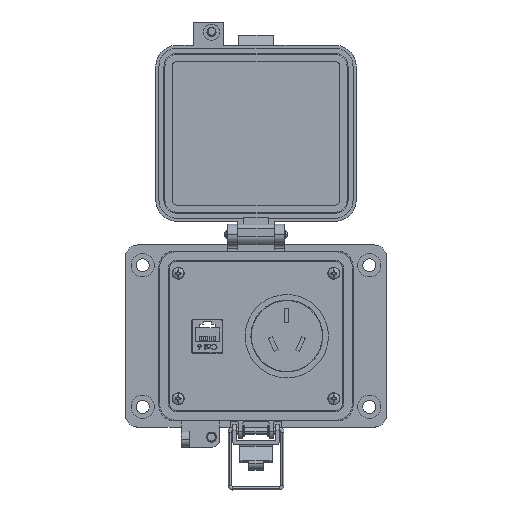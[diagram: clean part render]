
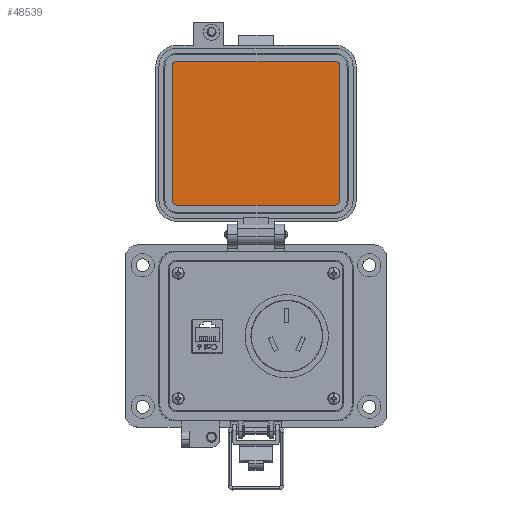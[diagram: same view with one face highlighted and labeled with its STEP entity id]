
A CAD part, top view. The second image highlights one B-rep face of the part: STEP entity #48539.
In plain terms, the highlighted planar face has unit normal (0, 0, 1).
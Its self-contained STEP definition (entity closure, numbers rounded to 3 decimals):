
#1202 = LINE ( 'NONE', #43557, #39325 ) ;
#2704 = EDGE_CURVE ( 'NONE', #24308, #16398, #28618, .T. ) ;
#3374 = EDGE_CURVE ( 'NONE', #57704, #30531, #51124, .T. ) ;
#3862 = CARTESIAN_POINT ( 'NONE',  ( 35.912, 126.389, 19.202 ) ) ;
#5740 = DIRECTION ( 'NONE',  ( 0., 0., -1. ) ) ;
#5947 = DIRECTION ( 'NONE',  ( 0., -1., 0. ) ) ;
#6050 = EDGE_CURVE ( 'NONE', #16398, #12755, #35666, .T. ) ;
#6119 = DIRECTION ( 'NONE',  ( 0., 1., 0. ) ) ;
#8952 = AXIS2_PLACEMENT_3D ( 'NONE', #44945, #39700, #17978 ) ;
#9358 = EDGE_CURVE ( 'NONE', #42171, #25853, #64876, .T. ) ;
#9694 = EDGE_CURVE ( 'NONE', #12755, #57704, #22094, .T. ) ;
#10943 = ORIENTED_EDGE ( 'NONE', *, *, #3374, .F. ) ;
#11876 = CARTESIAN_POINT ( 'NONE',  ( -42.469, 57.705, 19.202 ) ) ;
#11947 = VECTOR ( 'NONE', #5947, 1000. ) ;
#12755 = VERTEX_POINT ( 'NONE', #36627 ) ;
#13794 = DIRECTION ( 'NONE',  ( 0., 0., 1. ) ) ;
#14474 = CARTESIAN_POINT ( 'NONE',  ( 39.871, 130.108, 19.202 ) ) ;
#15806 = AXIS2_PLACEMENT_3D ( 'NONE', #14474, #13794, #51586 ) ;
#16398 = VERTEX_POINT ( 'NONE', #68921 ) ;
#16586 = CARTESIAN_POINT ( 'NONE',  ( 35.912, 60.004, 19.202 ) ) ;
#16824 = VECTOR ( 'NONE', #32605, 1000. ) ;
#17978 = DIRECTION ( 'NONE',  ( 0., -1., 0. ) ) ;
#22094 = LINE ( 'NONE', #38581, #16824 ) ;
#22339 = CARTESIAN_POINT ( 'NONE',  ( 38.212, 93.196, 19.202 ) ) ;
#22870 = ORIENTED_EDGE ( 'NONE', *, *, #55863, .F. ) ;
#22906 = ORIENTED_EDGE ( 'NONE', *, *, #2704, .F. ) ;
#23772 = ORIENTED_EDGE ( 'NONE', *, *, #6050, .F. ) ;
#23817 = DIRECTION ( 'NONE',  ( 1., 0., 0. ) ) ;
#24303 = AXIS2_PLACEMENT_3D ( 'NONE', #29236, #61505, #62193 ) ;
#24308 = VERTEX_POINT ( 'NONE', #29083 ) ;
#25853 = VERTEX_POINT ( 'NONE', #42064 ) ;
#26819 = ORIENTED_EDGE ( 'NONE', *, *, #9358, .F. ) ;
#28318 = ORIENTED_EDGE ( 'NONE', *, *, #9694, .F. ) ;
#28529 = VERTEX_POINT ( 'NONE', #35705 ) ;
#28618 = LINE ( 'NONE', #22339, #11947 ) ;
#29083 = CARTESIAN_POINT ( 'NONE',  ( 38.212, 126.389, 19.202 ) ) ;
#29236 = CARTESIAN_POINT ( 'NONE',  ( -42.469, 60.004, 19.202 ) ) ;
#30531 = VERTEX_POINT ( 'NONE', #49777 ) ;
#32605 = DIRECTION ( 'NONE',  ( -1., 0., 0. ) ) ;
#34098 = EDGE_CURVE ( 'NONE', #25853, #28529, #64469, .T. ) ;
#35666 = CIRCLE ( 'NONE', #41281, 2.299 ) ;
#35705 = CARTESIAN_POINT ( 'NONE',  ( 35.912, 128.688, 19.202 ) ) ;
#36627 = CARTESIAN_POINT ( 'NONE',  ( 35.912, 57.705, 19.202 ) ) ;
#37153 = VECTOR ( 'NONE', #66095, 1000. ) ;
#37777 = ORIENTED_EDGE ( 'NONE', *, *, #58611, .F. ) ;
#37944 = DIRECTION ( 'NONE',  ( 0., -1., 0. ) ) ;
#38581 = CARTESIAN_POINT ( 'NONE',  ( -3.279, 57.705, 19.202 ) ) ;
#39174 = CARTESIAN_POINT ( 'NONE',  ( -44.769, 126.389, 19.202 ) ) ;
#39325 = VECTOR ( 'NONE', #6119, 1000. ) ;
#39700 = DIRECTION ( 'NONE',  ( 0., 0., -1. ) ) ;
#40382 = FACE_OUTER_BOUND ( 'NONE', #58368, .T. ) ;
#41281 = AXIS2_PLACEMENT_3D ( 'NONE', #16586, #5740, #37944 ) ;
#42064 = CARTESIAN_POINT ( 'NONE',  ( -42.469, 128.688, 19.202 ) ) ;
#42084 = AXIS2_PLACEMENT_3D ( 'NONE', #3862, #57093, #23817 ) ;
#42171 = VERTEX_POINT ( 'NONE', #39174 ) ;
#43557 = CARTESIAN_POINT ( 'NONE',  ( -44.769, 93.196, 19.202 ) ) ;
#44945 = CARTESIAN_POINT ( 'NONE',  ( -42.469, 126.389, 19.202 ) ) ;
#48539 = ADVANCED_FACE ( 'NONE', ( #40382 ), #61761, .T. ) ;
#49777 = CARTESIAN_POINT ( 'NONE',  ( -44.769, 60.004, 19.202 ) ) ;
#51124 = CIRCLE ( 'NONE', #24303, 2.299 ) ;
#51586 = DIRECTION ( 'NONE',  ( -1., 0., 0. ) ) ;
#55573 = CARTESIAN_POINT ( 'NONE',  ( -3.279, 128.688, 19.202 ) ) ;
#55863 = EDGE_CURVE ( 'NONE', #30531, #42171, #1202, .T. ) ;
#57093 = DIRECTION ( 'NONE',  ( 0., 0., -1. ) ) ;
#57704 = VERTEX_POINT ( 'NONE', #11876 ) ;
#58368 = EDGE_LOOP ( 'NONE', ( #23772, #22906, #37777, #68413, #26819, #22870, #10943, #28318 ) ) ;
#58611 = EDGE_CURVE ( 'NONE', #28529, #24308, #67837, .T. ) ;
#61505 = DIRECTION ( 'NONE',  ( 0., 0., -1. ) ) ;
#61761 = PLANE ( 'NONE',  #15806 ) ;
#62193 = DIRECTION ( 'NONE',  ( 1., 0., 0. ) ) ;
#64469 = LINE ( 'NONE', #55573, #37153 ) ;
#64876 = CIRCLE ( 'NONE', #8952, 2.299 ) ;
#66095 = DIRECTION ( 'NONE',  ( 1., 0., 0. ) ) ;
#67837 = CIRCLE ( 'NONE', #42084, 2.299 ) ;
#68413 = ORIENTED_EDGE ( 'NONE', *, *, #34098, .F. ) ;
#68921 = CARTESIAN_POINT ( 'NONE',  ( 38.212, 60.004, 19.202 ) ) ;
